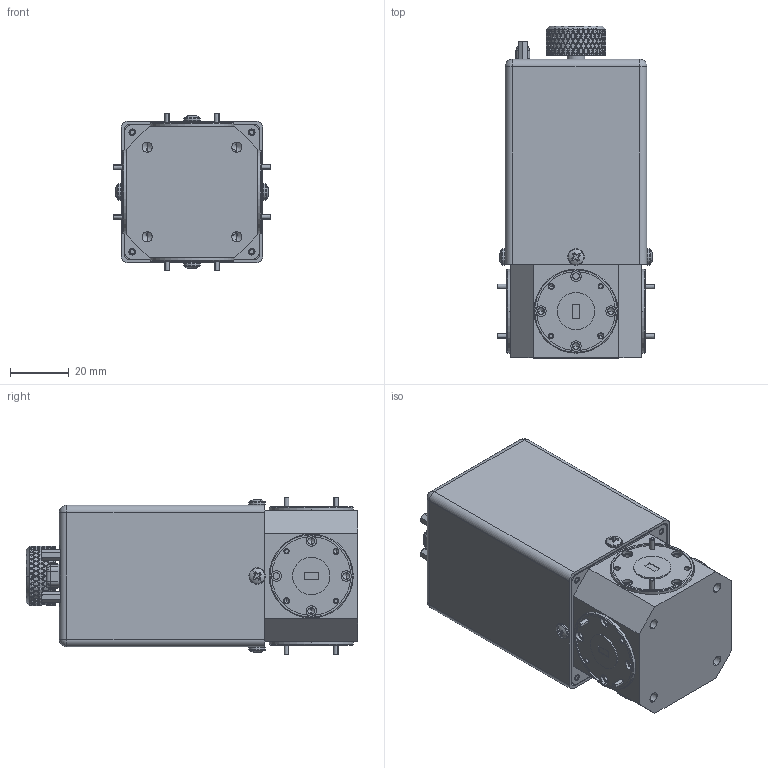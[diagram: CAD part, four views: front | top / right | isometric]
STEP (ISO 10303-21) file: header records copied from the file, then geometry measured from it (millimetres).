
FILE_DESCRIPTION (( 'STEP AP214' ), '1' );
FILE_NAME ('WJ-LMU-A, DF.STEP', '2025-10-23T00:20:31', ( '' ), ( '' ), 'SwSTEP 2.0', 'SolidWorks 2021', '' );
FILE_SCHEMA (( 'AUTOMOTIVE_DESIGN' ));
Length unit declared in the file: inch
Products named in the file (1): WJ-LMU-A, DF
Bounding box: 53.72 x 112.92 x 53.72 mm (x, y, z)
Volume: 225740 mm3; surface area: 29457.8 mm2
Topology: 3 solids, 13 shells, 2298 faces, 5518 edges, 3265 vertices
Faces by surface type: bspline 895, cylinder 846, plane 270, cone 245, torus 30, sphere 12
Entity records: 181119 total; most frequent: CARTESIAN_POINT 110070, ORIENTED_EDGE 10872, DIRECTION 6356, EDGE_CURVE 5436, VERTEX_POINT 3265, AXIS2_PLACEMENT_3D 2574, EDGE_LOOP 2411, ADVANCED_FACE 2298
